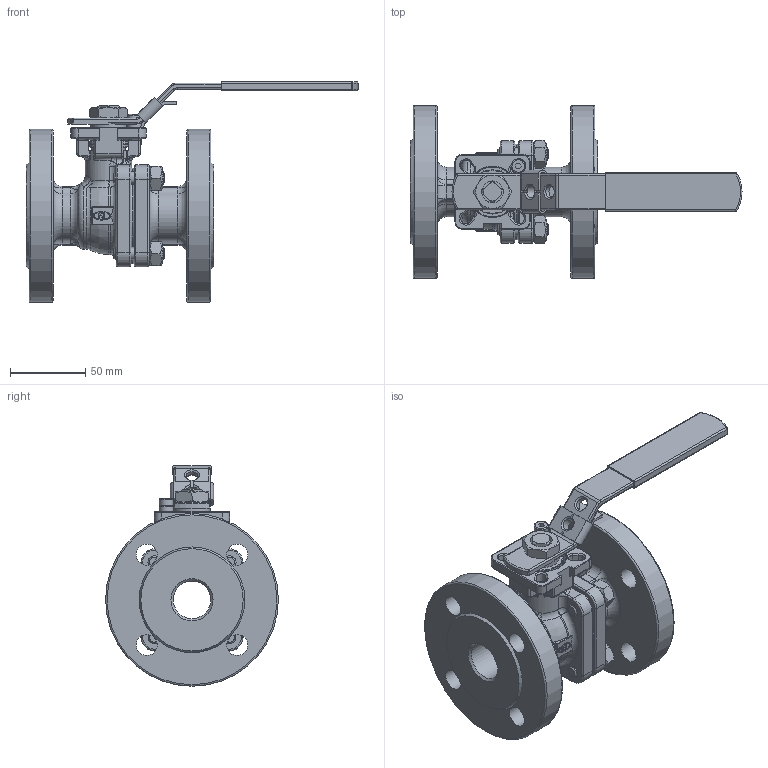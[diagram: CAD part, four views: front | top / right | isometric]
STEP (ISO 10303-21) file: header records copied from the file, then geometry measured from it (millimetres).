
FILE_DESCRIPTION( ( 'Unknown' ), '1' );
FILE_NAME( '8M.200.025_(WESA 920-06).stp', 'Unknown', ( 'Unknown' ), ( 'Unknown' ), 'PSStep 13.0', 'Unknown', ' ' );
FILE_SCHEMA( ( 'AUTOMOTIVE_DESIGN { 1 0 10303 214 1 1 1 1 }' ) );
Length unit declared in the file: millimetre
Products named in the file (1): KV-L6N-1
Bounding box: 220.9 x 115 x 146.68 mm (x, y, z)
Volume: 527673.5 mm3; surface area: 113734.1 mm2
Topology: 1 solids, 5 shells, 1220 faces, 3131 edges, 1953 vertices
Faces by surface type: plane 660, cylinder 289, torus 115, bspline 66, cone 56, sphere 29, extrusion 3, revolution 2
Full cylindrical faces by diameter (mm): 6.073 x2, 8 x2, 8.151 x4, 8.368 x4, 9.5 x2, 14 x8, 14.5 x1, 22 x1, 24 x1, 25 x1, 28.637 x1, 29 x2, 33 x1, 115 x2
Entity records: 51041 total; most frequent: CARTESIAN_POINT 12549, ORIENTED_EDGE 6048, DIRECTION 5744, EDGE_CURVE 3024, VERTEX_POINT 1924, AXIS2_PLACEMENT_3D 1917, VECTOR 1908, LINE 1905
